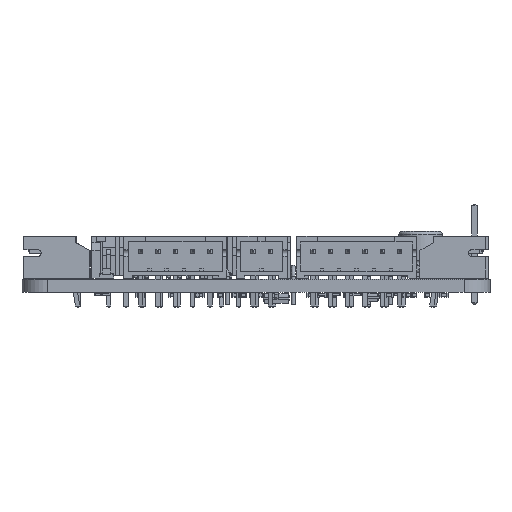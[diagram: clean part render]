
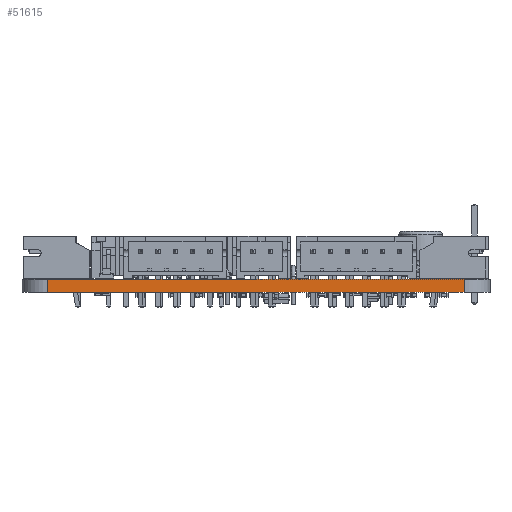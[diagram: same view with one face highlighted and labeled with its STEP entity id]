
A CAD part, left-side view. The second image highlights one B-rep face of the part: STEP entity #51615.
In plain terms, the highlighted planar face has unit normal (-1, 0, 0).
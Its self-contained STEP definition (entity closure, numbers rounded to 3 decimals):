
#49328 = VERTEX_POINT('',#49329);
#49329 = CARTESIAN_POINT('',(99.,-50.,0.));
#49336 = EDGE_CURVE('',#49337,#49328,#49339,.T.);
#49337 = VERTEX_POINT('',#49338);
#49338 = CARTESIAN_POINT('',(99.,-98.,0.));
#49339 = LINE('',#49340,#49341);
#49340 = CARTESIAN_POINT('',(99.,-98.,0.));
#49341 = VECTOR('',#49342,1.);
#49342 = DIRECTION('',(0.,1.,0.));
#50458 = VERTEX_POINT('',#50459);
#50459 = CARTESIAN_POINT('',(99.,-50.,1.51));
#50466 = EDGE_CURVE('',#50467,#50458,#50469,.T.);
#50467 = VERTEX_POINT('',#50468);
#50468 = CARTESIAN_POINT('',(99.,-98.,1.51));
#50469 = LINE('',#50470,#50471);
#50470 = CARTESIAN_POINT('',(99.,-98.,1.51));
#50471 = VECTOR('',#50472,1.);
#50472 = DIRECTION('',(0.,1.,0.));
#51585 = EDGE_CURVE('',#49328,#50458,#51586,.T.);
#51586 = LINE('',#51587,#51588);
#51587 = CARTESIAN_POINT('',(99.,-50.,0.));
#51588 = VECTOR('',#51589,1.);
#51589 = DIRECTION('',(0.,0.,1.));
#51615 = ADVANCED_FACE('',(#51616),#51627,.T.);
#51616 = FACE_BOUND('',#51617,.T.);
#51617 = EDGE_LOOP('',(#51618,#51624,#51625,#51626));
#51618 = ORIENTED_EDGE('',*,*,#51619,.T.);
#51619 = EDGE_CURVE('',#49337,#50467,#51620,.T.);
#51620 = LINE('',#51621,#51622);
#51621 = CARTESIAN_POINT('',(99.,-98.,0.));
#51622 = VECTOR('',#51623,1.);
#51623 = DIRECTION('',(0.,0.,1.));
#51624 = ORIENTED_EDGE('',*,*,#50466,.T.);
#51625 = ORIENTED_EDGE('',*,*,#51585,.F.);
#51626 = ORIENTED_EDGE('',*,*,#49336,.F.);
#51627 = PLANE('',#51628);
#51628 = AXIS2_PLACEMENT_3D('',#51629,#51630,#51631);
#51629 = CARTESIAN_POINT('',(99.,-98.,0.));
#51630 = DIRECTION('',(-1.,0.,0.));
#51631 = DIRECTION('',(0.,1.,0.));
